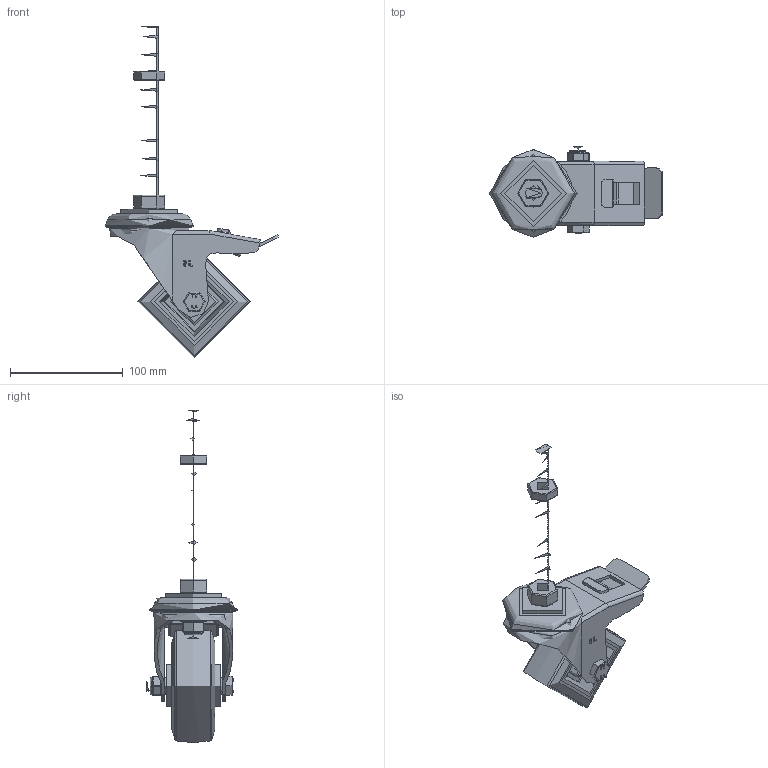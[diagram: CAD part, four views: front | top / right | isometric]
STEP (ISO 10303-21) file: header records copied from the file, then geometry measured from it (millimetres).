
FILE_DESCRIPTION(/* description */ (''),/* implementation_level */ '2;1');
FILE_NAME(/* name */ 'BZEH100RNBSWBM16X150.step',/* time_stamp */ '2025-04-16T14:42:24+01:00',/* author */ (''),/* organization */ (''),/* preprocessor_version */ 'ST-DEVELOPER v20.1',/* originating_system */ 'Autodesk Translation Framework v14.4.0.0',/* authorisation */ '');
FILE_SCHEMA (('AUTOMOTIVE_DESIGN { 1 0 10303 214 3 1 1 }'));
Length unit declared in the file: millimetre
Products named in the file (33): BZEH100RNBSWBM16X150; BZEH100ASBH12SWB v1; ZINC PLATED, PRESSED STEEL TOP HEAD; ZINC PLATED, PRESSED STEEL FORKS; ZINC PLATED, PRESSED BRAKE PEDAL; BRAKE PAD; BRAKE PAD Geometry; brake bolt; BZH100WRNRB15 v1; ROLLER BEARING; RIBS; Component4; CAGE; 75 SHORE A ELASTIC RUBBER TYRE; NYLON RIM; TUBEM15X52CH v1; ZINC PLATED STEEL TUBE; HEXBOLTM10X70Z8.8 v2; GRADE 8.8 THREADED ZINC PLATED BOLT; NYLOCM10Z v1; NYLOC NUT; RUBBER; NUT; STM16X150 G.A. v4; WM24X50X4A2; NM16FULLA2; STM16X150; M16HALFNUT; WASHER (2); NYLOCM12Z v1; NYLOC NUT (1); NUT (2); RUBBER (1)
Assembly tree (39 placements, depth 5):
  BZEH100RNBSWBM16X150
    BZEH100ASBH12SWB v1
      ZINC PLATED, PRESSED STEEL TOP HEAD
      ZINC PLATED, PRESSED STEEL FORKS
      ZINC PLATED, PRESSED BRAKE PEDAL
      BRAKE PAD
        BRAKE PAD Geometry
        brake bolt
    BZH100WRNRB15 v1
      ROLLER BEARING
        RIBS
          Component4  x8
        CAGE
      75 SHORE A ELASTIC RUBBER TYRE
      NYLON RIM
    TUBEM15X52CH v1
      ZINC PLATED STEEL TUBE
    HEXBOLTM10X70Z8.8 v2
      GRADE 8.8 THREADED ZINC PLATED BOLT
    NYLOCM10Z v1
      NYLOC NUT
        RUBBER
        NUT
    STM16X150 G.A. v4
      WM24X50X4A2
      NM16FULLA2
      STM16X150
      M16HALFNUT
    WASHER (2)
    NYLOCM12Z v1
      NYLOC NUT (1)
        NUT (2)
        RUBBER (1)
Bounding box: 154 x 80.5 x 294.38 mm (x, y, z)
Volume: 378891.2 mm3; surface area: 163487.2 mm2
Topology: 27 solids, 27 shells, 922 faces, 2384 edges, 1528 vertices
Faces by surface type: cylinder 433, plane 371, bspline 55, torus 28, sphere 24, cone 11
Full cylindrical faces by diameter (mm): 4 x8, 8 x2, 8.141 x18, 9.836 x22, 9.85 x19, 10 x3, 10.2 x2, 10.3 x1, 11.834 x22, 12 x5, 12.2 x1, 13.534 x75, 14 x2, 14.023 x2, 14.9 x1, 15 x3, 15.822 x79, 16 x2, 18.5 x1, 22.5 x1, 22.75 x1, 23 x1, 23.5 x1, 25 x2, 28.745 x1, 30 x1, 37.5 x2, 50 x1, 53.5 x1, 64 x1
Entity records: 52204 total; most frequent: CARTESIAN_POINT 30030, ORIENTED_EDGE 4726, DIRECTION 4054, EDGE_CURVE 2363, VERTEX_POINT 1514, AXIS2_PLACEMENT_3D 1456, LINE 1142, VECTOR 1142
